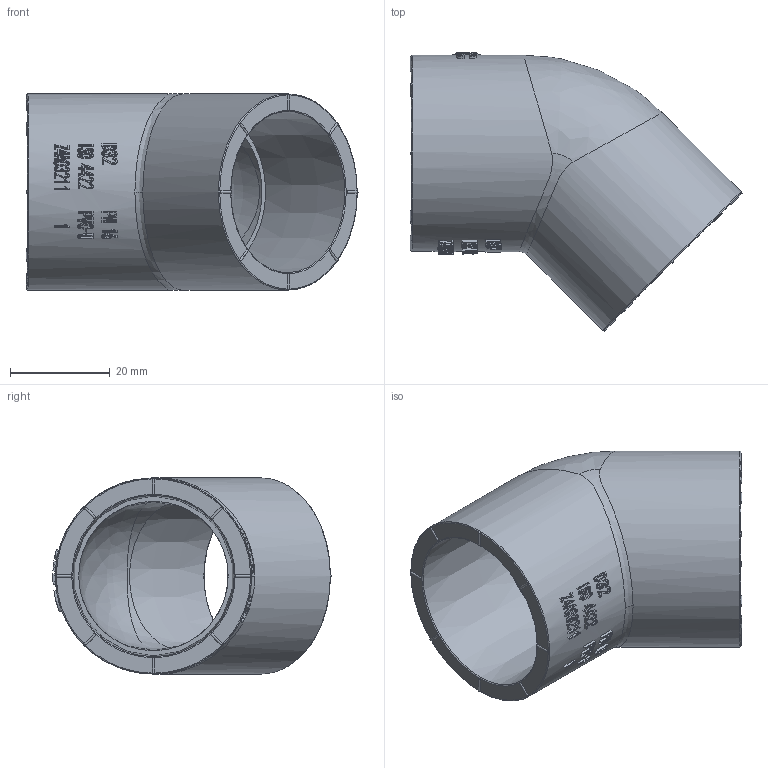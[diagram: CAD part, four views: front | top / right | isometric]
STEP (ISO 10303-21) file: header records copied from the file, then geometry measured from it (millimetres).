
FILE_DESCRIPTION(/* description */ (''),/* implementation_level */ '2;1');
FILE_NAME(/* name */ '45°弯32.stp',/* time_stamp */ '2024-07-06T09:02:50+08:00',/* author */ (''),/* organization */ (''),/* preprocessor_version */ 'ST-DEVELOPER v16',/* originating_system */ 'SIEMENS PLM Software NX 10.0',/* authorisation */ '');
FILE_SCHEMA (('AUTOMOTIVE_DESIGN { 1 0 10303 214 3 1 1 1 }'));
Length unit declared in the file: millimetre
Products named in the file (1): gelv12204B9B6drl
Bounding box: 66.65 x 55.88 x 39.4 mm (x, y, z)
Volume: 26364.8 mm3; surface area: 14702 mm2
Topology: 1 solids, 1 shells, 376 faces, 969 edges, 640 vertices
Faces by surface type: plane 195, bspline 110, cylinder 63, cone 4, torus 4
Full cylindrical faces by diameter (mm): 39.4 x2
Entity records: 31460 total; most frequent: CARTESIAN_POINT 24106, ORIENTED_EDGE 1892, EDGE_CURVE 946, DIRECTION 810, B_SPLINE_CURVE_WITH_KNOTS 755, VERTEX_POINT 634, EDGE_LOOP 440, ADVANCED_FACE 376
